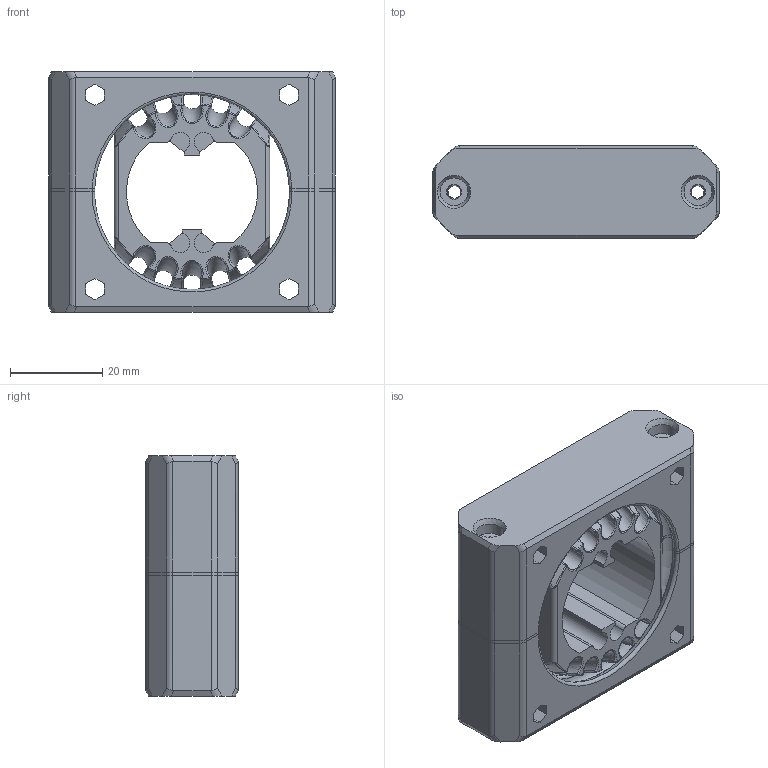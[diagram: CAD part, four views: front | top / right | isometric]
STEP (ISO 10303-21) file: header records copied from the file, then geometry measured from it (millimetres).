
FILE_DESCRIPTION(/* description */ (''),/* implementation_level */ '2;1');
FILE_NAME(/* name */ '2020 uni-joint.step',/* time_stamp */ '2022-08-13T08:20:58-06:00',/* author */ (''),/* organization */ (''),/* preprocessor_version */ 'ST-DEVELOPER v19',/* originating_system */ 'Autodesk Translation Framework v11.7.0.108',/* authorisation */ '');
FILE_SCHEMA (('AUTOMOTIVE_DESIGN { 1 0 10303 214 3 1 1 }'));
Length unit declared in the file: millimetre
Products named in the file (1): uni-joint
Bounding box: 62 x 20 x 52 mm (x, y, z)
Volume: 36146.2 mm3; surface area: 20975.2 mm2
Topology: 3 solids, 3 shells, 398 faces, 1030 edges, 636 vertices
Faces by surface type: bspline 144, plane 128, cylinder 52, torus 34, sphere 26, cone 14
Full cylindrical faces by diameter (mm): 3.3 x2, 5.2 x4, 6 x2
Entity records: 21685 total; most frequent: CARTESIAN_POINT 12859, ORIENTED_EDGE 2052, DIRECTION 1468, EDGE_CURVE 1026, VERTEX_POINT 636, AXIS2_PLACEMENT_3D 527, EDGE_LOOP 418, LINE 414
